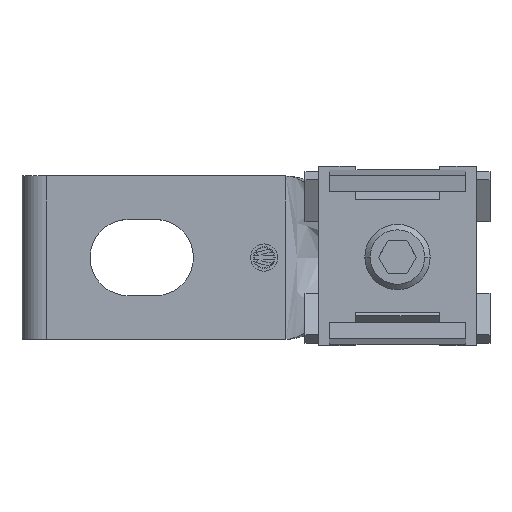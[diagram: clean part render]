
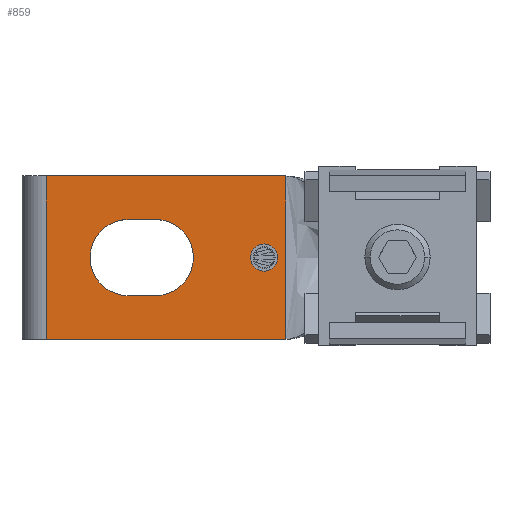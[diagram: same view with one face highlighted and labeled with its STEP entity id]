
A CAD part, top view. The second image highlights one B-rep face of the part: STEP entity #859.
In plain terms, the highlighted planar face has unit normal (0, 0, 1).
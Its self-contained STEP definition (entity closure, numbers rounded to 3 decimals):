
#590=AXIS2_PLACEMENT_3D('Plane Axis2P3D',#587,#588,#589) ;
#793=AXIS2_PLACEMENT_3D('Circle Axis2P3D',#791,#792,$) ;
#809=AXIS2_PLACEMENT_3D('Circle Axis2P3D',#807,#808,$) ;
#816=AXIS2_PLACEMENT_3D('Circle Axis2P3D',#814,#815,$) ;
#830=AXIS2_PLACEMENT_3D('Circle Axis2P3D',#828,#829,$) ;
#843=AXIS2_PLACEMENT_3D('Circle Axis2P3D',#841,#842,$) ;
#852=AXIS2_PLACEMENT_3D('Circle Axis2P3D',#850,#851,$) ;
#587=CARTESIAN_POINT('Axis2P3D Location',(-15.,81.5,9.)) ;
#757=CARTESIAN_POINT('Line Origine',(-15.,55.,9.)) ;
#761=CARTESIAN_POINT('Vertex',(-15.,33.,9.)) ;
#763=CARTESIAN_POINT('Vertex',(-15.,77.,9.)) ;
#766=CARTESIAN_POINT('Line Origine',(0.,33.,9.)) ;
#770=CARTESIAN_POINT('Vertex',(15.,33.,9.)) ;
#773=CARTESIAN_POINT('Line Origine',(15.,55.,9.)) ;
#777=CARTESIAN_POINT('Vertex',(15.,77.,9.)) ;
#780=CARTESIAN_POINT('Line Origine',(0.,77.,9.)) ;
#791=CARTESIAN_POINT('Axis2P3D Location',(0.,57.,9.)) ;
#795=CARTESIAN_POINT('Vertex',(-7.,57.,9.)) ;
#797=CARTESIAN_POINT('Vertex',(0.,50.,9.)) ;
#800=CARTESIAN_POINT('Line Origine',(-7.,59.5,9.)) ;
#804=CARTESIAN_POINT('Vertex',(-7.,62.,9.)) ;
#807=CARTESIAN_POINT('Axis2P3D Location',(0.,62.,9.)) ;
#811=CARTESIAN_POINT('Vertex',(0.,69.,9.)) ;
#814=CARTESIAN_POINT('Axis2P3D Location',(0.,62.,9.)) ;
#818=CARTESIAN_POINT('Vertex',(7.,62.,9.)) ;
#821=CARTESIAN_POINT('Line Origine',(7.,59.5,9.)) ;
#825=CARTESIAN_POINT('Vertex',(7.,57.,9.)) ;
#828=CARTESIAN_POINT('Axis2P3D Location',(0.,57.,9.)) ;
#841=CARTESIAN_POINT('Axis2P3D Location',(0.,37.,9.)) ;
#845=CARTESIAN_POINT('Vertex',(0.,39.5,9.)) ;
#847=CARTESIAN_POINT('Vertex',(0.,34.5,9.)) ;
#850=CARTESIAN_POINT('Axis2P3D Location',(0.,37.,9.)) ;
#588=DIRECTION('Axis2P3D Direction',(0.,0.,1.)) ;
#589=DIRECTION('Axis2P3D XDirection',(-1.,0.,0.)) ;
#758=DIRECTION('Vector Direction',(0.,1.,0.)) ;
#767=DIRECTION('Vector Direction',(1.,0.,0.)) ;
#774=DIRECTION('Vector Direction',(0.,1.,0.)) ;
#781=DIRECTION('Vector Direction',(-1.,0.,0.)) ;
#792=DIRECTION('Axis2P3D Direction',(0.,0.,1.)) ;
#801=DIRECTION('Vector Direction',(0.,-1.,0.)) ;
#808=DIRECTION('Axis2P3D Direction',(0.,0.,1.)) ;
#815=DIRECTION('Axis2P3D Direction',(0.,0.,1.)) ;
#822=DIRECTION('Vector Direction',(0.,-1.,0.)) ;
#829=DIRECTION('Axis2P3D Direction',(0.,0.,1.)) ;
#842=DIRECTION('Axis2P3D Direction',(0.,0.,1.)) ;
#851=DIRECTION('Axis2P3D Direction',(0.,0.,1.)) ;
#759=VECTOR('Line Direction',#758,1.) ;
#768=VECTOR('Line Direction',#767,1.) ;
#775=VECTOR('Line Direction',#774,1.) ;
#782=VECTOR('Line Direction',#781,1.) ;
#802=VECTOR('Line Direction',#801,1.) ;
#823=VECTOR('Line Direction',#822,1.) ;
#786=ORIENTED_EDGE('',*,*,#765,.F.) ;
#787=ORIENTED_EDGE('',*,*,#772,.T.) ;
#788=ORIENTED_EDGE('',*,*,#779,.T.) ;
#789=ORIENTED_EDGE('',*,*,#784,.T.) ;
#834=ORIENTED_EDGE('',*,*,#799,.F.) ;
#835=ORIENTED_EDGE('',*,*,#806,.F.) ;
#836=ORIENTED_EDGE('',*,*,#813,.F.) ;
#837=ORIENTED_EDGE('',*,*,#820,.F.) ;
#838=ORIENTED_EDGE('',*,*,#827,.T.) ;
#839=ORIENTED_EDGE('',*,*,#832,.F.) ;
#856=ORIENTED_EDGE('',*,*,#849,.T.) ;
#857=ORIENTED_EDGE('',*,*,#854,.T.) ;
#840=FACE_BOUND('',#833,.T.) ;
#858=FACE_BOUND('',#855,.T.) ;
#859=ADVANCED_FACE('Hauptkoerper nicht benutzen',(#790,#840,#858),#591,.T.) ;
#794=CIRCLE('generated circle',#793,7.) ;
#810=CIRCLE('generated circle',#809,7.) ;
#817=CIRCLE('generated circle',#816,7.) ;
#831=CIRCLE('generated circle',#830,7.) ;
#844=CIRCLE('generated circle',#843,2.5) ;
#853=CIRCLE('generated circle',#852,2.5) ;
#765=EDGE_CURVE('',#762,#764,#760,.T.) ;
#772=EDGE_CURVE('',#762,#771,#769,.T.) ;
#779=EDGE_CURVE('',#771,#778,#776,.T.) ;
#784=EDGE_CURVE('',#778,#764,#783,.T.) ;
#799=EDGE_CURVE('',#796,#798,#794,.T.) ;
#806=EDGE_CURVE('',#805,#796,#803,.T.) ;
#813=EDGE_CURVE('',#812,#805,#810,.T.) ;
#820=EDGE_CURVE('',#819,#812,#817,.T.) ;
#827=EDGE_CURVE('',#819,#826,#824,.T.) ;
#832=EDGE_CURVE('',#798,#826,#831,.T.) ;
#849=EDGE_CURVE('',#846,#848,#844,.F.) ;
#854=EDGE_CURVE('',#848,#846,#853,.F.) ;
#785=EDGE_LOOP('',(#786,#787,#788,#789)) ;
#833=EDGE_LOOP('',(#834,#835,#836,#837,#838,#839)) ;
#855=EDGE_LOOP('',(#856,#857)) ;
#790=FACE_OUTER_BOUND('',#785,.T.) ;
#760=LINE('Line',#757,#759) ;
#769=LINE('Line',#766,#768) ;
#776=LINE('Line',#773,#775) ;
#783=LINE('Line',#780,#782) ;
#803=LINE('Line',#800,#802) ;
#824=LINE('Line',#821,#823) ;
#591=PLANE('Plane',#590) ;
#762=VERTEX_POINT('',#761) ;
#764=VERTEX_POINT('',#763) ;
#771=VERTEX_POINT('',#770) ;
#778=VERTEX_POINT('',#777) ;
#796=VERTEX_POINT('',#795) ;
#798=VERTEX_POINT('',#797) ;
#805=VERTEX_POINT('',#804) ;
#812=VERTEX_POINT('',#811) ;
#819=VERTEX_POINT('',#818) ;
#826=VERTEX_POINT('',#825) ;
#846=VERTEX_POINT('',#845) ;
#848=VERTEX_POINT('',#847) ;
